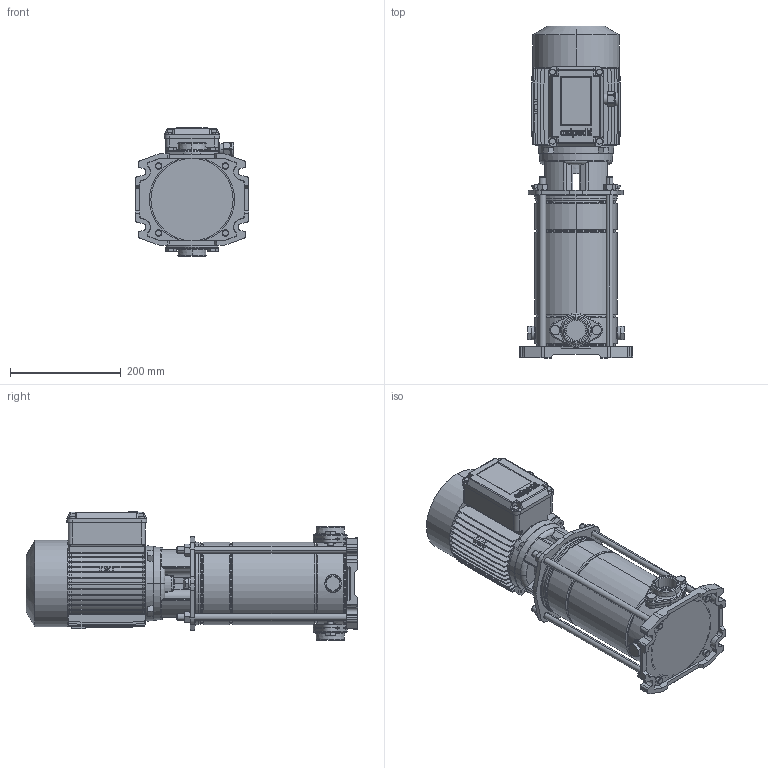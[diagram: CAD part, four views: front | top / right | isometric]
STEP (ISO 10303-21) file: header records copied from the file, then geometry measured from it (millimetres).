
FILE_DESCRIPTION (( 'STEP AP214' ), '1' );
FILE_NAME ('10009467swa01.step', '2022-02-16T16:28:45', ( '' ), ( '' ), 'SwSTEP 2.0', 'SolidWorks 2020', '' );
FILE_SCHEMA (( 'AUTOMOTIVE_DESIGN' ));
Length unit declared in the file: millimetre
Products named in the file (11): 10000005swn00_M12 A2-70; 10007653swp00_M12X324; 10009345swp00; 10008489swp00_LAVORATO; 10007670swn00_M20x1.5; 10000015swn00_M10x20 A2; 10007646swp00_MXV 25-306 O; 10007570swp00_80 SZ VER.; 10008798swn00_OR3181 - 45.69x2.62 - EPDM; 10007641swp00; 10009467swa01
Assembly tree (21 placements, depth 2):
  10009467swa01
    10007641swp00
    10007646swp00_MXV 25-306 O
    10007653swp00_M12X324  x4
    10009345swp00
    10007570swp00_80 SZ VER.
    10007670swn00_M20x1.5
    10000005swn00_M12 A2-70  x4
    10008798swn00_OR3181 - 45.69x2.62 - EPDM  x2
    10008489swp00_LAVORATO  x2
    10000015swn00_M10x20 A2  x4
Bounding box: 205 x 600.5 x 233.2 mm (x, y, z)
Volume: 10661331.9 mm3; surface area: 845525.1 mm2
Topology: 21 solids, 22 shells, 2043 faces, 5159 edges, 3238 vertices
Faces by surface type: plane 1027, cylinder 434, cone 316, bspline 134, torus 120, sphere 12
Entity records: 59807 total; most frequent: CARTESIAN_POINT 15763, ORIENTED_EDGE 9322, DIRECTION 8575, EDGE_CURVE 4661, VERTEX_POINT 2967, AXIS2_PLACEMENT_3D 2953, LINE 2669, VECTOR 2669
